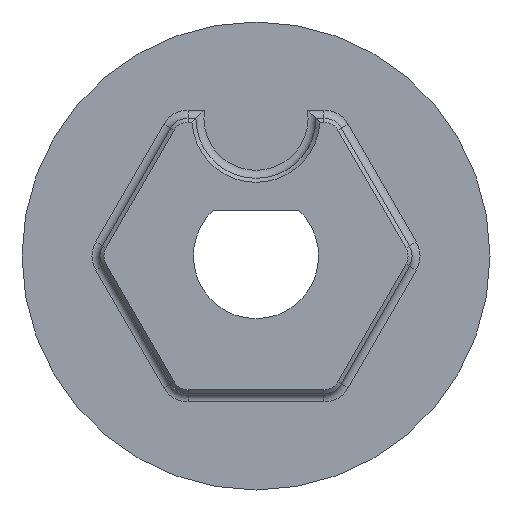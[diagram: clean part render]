
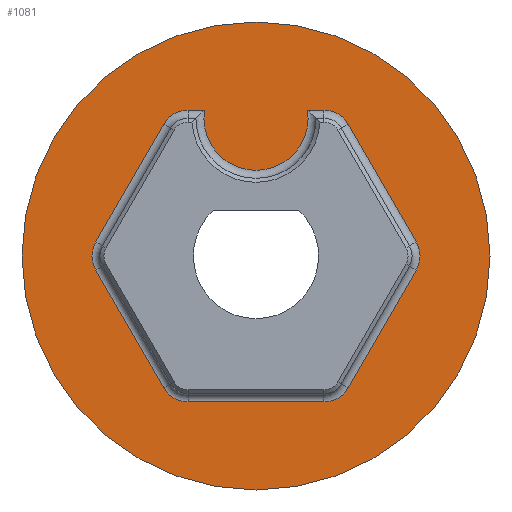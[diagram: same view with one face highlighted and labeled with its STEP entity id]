
A CAD part, front view. The second image highlights one B-rep face of the part: STEP entity #1081.
In plain terms, the highlighted planar face has unit normal (0, -1, 0).
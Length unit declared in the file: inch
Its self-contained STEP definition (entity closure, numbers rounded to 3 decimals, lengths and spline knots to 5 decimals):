
#201=CARTESIAN_POINT('',(0.,0.625,0.));
#202=DIRECTION('',(0.,1.,0.));
#203=DIRECTION('',(1.,0.,0.));
#204=AXIS2_PLACEMENT_3D('',#201,#202,#203);
#206=CARTESIAN_POINT('',(0.,0.625,0.));
#207=DIRECTION('',(0.,1.,0.));
#208=DIRECTION('',(-1.,0.,0.));
#209=AXIS2_PLACEMENT_3D('',#206,#207,#208);
#211=DIRECTION('',(1.,0.,0.));
#212=VECTOR('',#211,0.04114);
#213=CARTESIAN_POINT('',(-0.1696,0.625,0.36375));
#214=LINE('',#213,#212);
#215=CARTESIAN_POINT('',(-0.1696,0.625,0.29375));
#216=DIRECTION('',(0.,1.,0.));
#217=DIRECTION('',(-0.866,0.,0.5));
#218=AXIS2_PLACEMENT_3D('',#215,#216,#217);
#220=DIRECTION('',(0.5,0.,0.866));
#221=VECTOR('',#220,0.33919);
#222=CARTESIAN_POINT('',(-0.39982,0.625,0.035));
#223=LINE('',#222,#221);
#224=CARTESIAN_POINT('',(-0.33919,0.625,0.));
#225=DIRECTION('',(0.,1.,0.));
#226=DIRECTION('',(-0.866,0.,-0.5));
#227=AXIS2_PLACEMENT_3D('',#224,#225,#226);
#229=DIRECTION('',(-0.5,0.,0.866));
#230=VECTOR('',#229,0.33919);
#231=CARTESIAN_POINT('',(-0.23022,0.625,-0.32875));
#232=LINE('',#231,#230);
#233=CARTESIAN_POINT('',(-0.1696,0.625,-0.29375));
#234=DIRECTION('',(0.,1.,0.));
#235=DIRECTION('',(0.,0.,-1.));
#236=AXIS2_PLACEMENT_3D('',#233,#234,#235);
#238=DIRECTION('',(-1.,0.,0.));
#239=VECTOR('',#238,0.33919);
#240=CARTESIAN_POINT('',(0.1696,0.625,-0.36375));
#241=LINE('',#240,#239);
#242=CARTESIAN_POINT('',(0.1696,0.625,-0.29375));
#243=DIRECTION('',(0.,1.,0.));
#244=DIRECTION('',(0.866,0.,-0.5));
#245=AXIS2_PLACEMENT_3D('',#242,#243,#244);
#247=DIRECTION('',(-0.5,0.,-0.866));
#248=VECTOR('',#247,0.33919);
#249=CARTESIAN_POINT('',(0.39982,0.625,-0.035));
#250=LINE('',#249,#248);
#251=CARTESIAN_POINT('',(0.33919,0.625,0.));
#252=DIRECTION('',(0.,1.,0.));
#253=DIRECTION('',(0.866,0.,0.5));
#254=AXIS2_PLACEMENT_3D('',#251,#252,#253);
#256=DIRECTION('',(0.5,0.,-0.866));
#257=VECTOR('',#256,0.33919);
#258=CARTESIAN_POINT('',(0.23022,0.625,0.32875));
#259=LINE('',#258,#257);
#260=CARTESIAN_POINT('',(0.1696,0.625,0.29375));
#261=DIRECTION('',(0.,1.,0.));
#262=DIRECTION('',(0.,0.,1.));
#263=AXIS2_PLACEMENT_3D('',#260,#261,#262);
#265=DIRECTION('',(1.,0.,0.));
#266=VECTOR('',#265,0.04114);
#267=CARTESIAN_POINT('',(0.12845,0.625,0.36375));
#268=LINE('',#267,#266);
#285=CARTESIAN_POINT('',(0.,0.625,0.34375));
#286=DIRECTION('',(0.,-1.,0.));
#287=DIRECTION('',(-0.988,0.,0.154));
#288=AXIS2_PLACEMENT_3D('',#285,#286,#287);
#624=CARTESIAN_POINT('',(0.58375,0.625,0.));
#625=CARTESIAN_POINT('',(-0.58375,0.625,0.));
#626=VERTEX_POINT('',#624);
#627=VERTEX_POINT('',#625);
#720=CARTESIAN_POINT('',(-0.1696,0.625,0.36375));
#721=CARTESIAN_POINT('',(-0.12845,0.625,0.36375));
#722=VERTEX_POINT('',#720);
#723=VERTEX_POINT('',#721);
#726=CARTESIAN_POINT('',(-0.23022,0.625,0.32875));
#727=VERTEX_POINT('',#726);
#730=CARTESIAN_POINT('',(-0.39982,0.625,0.035));
#731=VERTEX_POINT('',#730);
#734=CARTESIAN_POINT('',(-0.39982,0.625,-0.035));
#735=VERTEX_POINT('',#734);
#738=CARTESIAN_POINT('',(-0.23022,0.625,-0.32875));
#739=VERTEX_POINT('',#738);
#742=CARTESIAN_POINT('',(-0.1696,0.625,-0.36375));
#743=VERTEX_POINT('',#742);
#746=CARTESIAN_POINT('',(0.1696,0.625,-0.36375));
#747=VERTEX_POINT('',#746);
#750=CARTESIAN_POINT('',(0.23022,0.625,-0.32875));
#751=VERTEX_POINT('',#750);
#754=CARTESIAN_POINT('',(0.39982,0.625,-0.035));
#755=VERTEX_POINT('',#754);
#758=CARTESIAN_POINT('',(0.39982,0.625,0.035));
#759=VERTEX_POINT('',#758);
#762=CARTESIAN_POINT('',(0.23022,0.625,0.32875));
#763=VERTEX_POINT('',#762);
#766=CARTESIAN_POINT('',(0.1696,0.625,0.36375));
#767=VERTEX_POINT('',#766);
#768=CARTESIAN_POINT('',(0.12845,0.625,0.36375));
#769=VERTEX_POINT('',#768);
#1042=CARTESIAN_POINT('',(0.,0.625,0.));
#1043=DIRECTION('',(0.,1.,0.));
#1044=DIRECTION('',(1.,0.,0.));
#1045=AXIS2_PLACEMENT_3D('',#1042,#1043,#1044);
#1046=PLANE('',#1045);
#1047=ORIENTED_EDGE('',*,*,#1022,.T.);
#1048=ORIENTED_EDGE('',*,*,#1036,.T.);
#1049=EDGE_LOOP('',(#1047,#1048));
#1050=FACE_OUTER_BOUND('',#1049,.F.);
#1052=ORIENTED_EDGE('',*,*,#1051,.F.);
#1054=ORIENTED_EDGE('',*,*,#1053,.F.);
#1056=ORIENTED_EDGE('',*,*,#1055,.F.);
#1058=ORIENTED_EDGE('',*,*,#1057,.F.);
#1060=ORIENTED_EDGE('',*,*,#1059,.F.);
#1062=ORIENTED_EDGE('',*,*,#1061,.F.);
#1064=ORIENTED_EDGE('',*,*,#1063,.F.);
#1066=ORIENTED_EDGE('',*,*,#1065,.F.);
#1068=ORIENTED_EDGE('',*,*,#1067,.F.);
#1070=ORIENTED_EDGE('',*,*,#1069,.F.);
#1072=ORIENTED_EDGE('',*,*,#1071,.F.);
#1074=ORIENTED_EDGE('',*,*,#1073,.F.);
#1076=ORIENTED_EDGE('',*,*,#1075,.F.);
#1078=ORIENTED_EDGE('',*,*,#1077,.F.);
#1079=EDGE_LOOP('',(#1052,#1054,#1056,#1058,#1060,#1062,#1064,#1066,#1068,#1070,
#1072,#1074,#1076,#1078));
#1080=FACE_BOUND('',#1079,.F.);
#1081=ADVANCED_FACE('',(#1050,#1080),#1046,.F.);
#205=CIRCLE('',#204,0.58375);
#210=CIRCLE('',#209,0.58375);
#219=CIRCLE('',#218,0.07);
#228=CIRCLE('',#227,0.07);
#237=CIRCLE('',#236,0.07);
#246=CIRCLE('',#245,0.07);
#255=CIRCLE('',#254,0.07);
#264=CIRCLE('',#263,0.07);
#289=CIRCLE('',#288,0.13);
#1022=EDGE_CURVE('',#626,#627,#205,.T.);
#1036=EDGE_CURVE('',#627,#626,#210,.T.);
#1051=EDGE_CURVE('',#723,#769,#289,.T.);
#1053=EDGE_CURVE('',#722,#723,#214,.T.);
#1055=EDGE_CURVE('',#727,#722,#219,.T.);
#1057=EDGE_CURVE('',#731,#727,#223,.T.);
#1059=EDGE_CURVE('',#735,#731,#228,.T.);
#1061=EDGE_CURVE('',#739,#735,#232,.T.);
#1063=EDGE_CURVE('',#743,#739,#237,.T.);
#1065=EDGE_CURVE('',#747,#743,#241,.T.);
#1067=EDGE_CURVE('',#751,#747,#246,.T.);
#1069=EDGE_CURVE('',#755,#751,#250,.T.);
#1071=EDGE_CURVE('',#759,#755,#255,.T.);
#1073=EDGE_CURVE('',#763,#759,#259,.T.);
#1075=EDGE_CURVE('',#767,#763,#264,.T.);
#1077=EDGE_CURVE('',#769,#767,#268,.T.);
